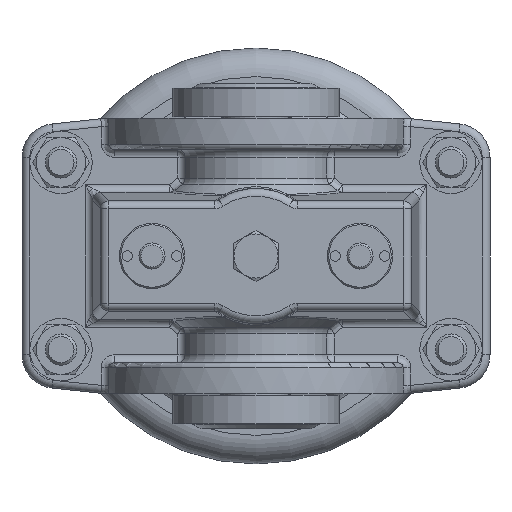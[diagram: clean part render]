
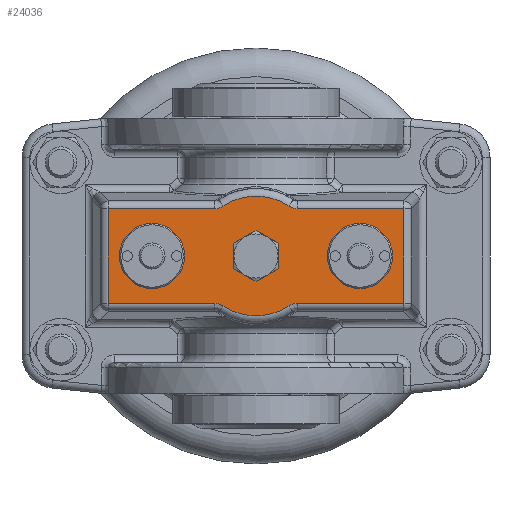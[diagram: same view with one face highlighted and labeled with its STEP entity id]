
A CAD part, front view. The second image highlights one B-rep face of the part: STEP entity #24036.
In plain terms, the highlighted planar face has unit normal (0, -1, 0).
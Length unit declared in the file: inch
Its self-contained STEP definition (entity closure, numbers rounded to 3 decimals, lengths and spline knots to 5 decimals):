
#23075=CARTESIAN_POINT('',(2.2383,-2.75591,-0.71535));
#23076=VERTEX_POINT('',#23075);
#23085=CARTESIAN_POINT('',(2.2383,-2.75591,0.71535));
#23086=VERTEX_POINT('',#23085);
#23094=CARTESIAN_POINT('',(2.2383,-2.75591,0.71535));
#23095=DIRECTION('',(0.0,0.0,-1.0));
#23096=VECTOR('',#23095,1.4307);
#23097=LINE('',#23094,#23096);
#23098=EDGE_CURVE('',#23086,#23076,#23097,.T.);
#23144=CARTESIAN_POINT('',(0.63153,-2.75591,0.71535));
#23145=VERTEX_POINT('',#23144);
#23153=CARTESIAN_POINT('',(0.63153,-2.75591,0.71535));
#23154=DIRECTION('',(1.,0.,0.));
#23155=VECTOR('',#23154,1.60677);
#23156=LINE('',#23153,#23155);
#23157=EDGE_CURVE('',#23145,#23086,#23156,.T.);
#23168=CARTESIAN_POINT('',(0.63153,-2.75591,-0.71535));
#23169=VERTEX_POINT('',#23168);
#23170=CARTESIAN_POINT('',(2.2383,-2.75591,-0.71535));
#23171=DIRECTION('',(-1.,0.,0.));
#23172=VECTOR('',#23171,1.60677);
#23173=LINE('',#23170,#23172);
#23174=EDGE_CURVE('',#23076,#23169,#23173,.T.);
#23233=CARTESIAN_POINT('',(0.49991,-2.75591,-0.75501));
#23234=VERTEX_POINT('',#23233);
#23235=CARTESIAN_POINT('',(0.63153,-2.75591,-0.71535));
#23236=CARTESIAN_POINT('',(0.62391,-2.75591,-0.71535));
#23237=CARTESIAN_POINT('',(0.60866,-2.75591,-0.71608));
#23238=CARTESIAN_POINT('',(0.58553,-2.75591,-0.71945));
#23239=CARTESIAN_POINT('',(0.56272,-2.75591,-0.72511));
#23240=CARTESIAN_POINT('',(0.54056,-2.75591,-0.733));
#23241=CARTESIAN_POINT('',(0.5194,-2.75591,-0.74298));
#23242=CARTESIAN_POINT('',(0.50627,-2.75591,-0.7508));
#23243=CARTESIAN_POINT('',(0.49991,-2.75591,-0.75501));
#23244=B_SPLINE_CURVE_WITH_KNOTS('',3,(#23235,#23236,#23237,#23238,#23239,#23240,#23241,#23242,#23243),.UNSPECIFIED.,.F.,.U.,(4,1,1,1,1,1,4),(0.0,0.16667,0.33333,0.5,0.66667,0.83333,1.0),.UNSPECIFIED.);
#23245=EDGE_CURVE('',#23169,#23234,#23244,.T.);
#23612=CARTESIAN_POINT('',(0.49991,-2.75591,0.75501));
#23613=VERTEX_POINT('',#23612);
#23621=CARTESIAN_POINT('',(0.49991,-2.75591,0.75501));
#23622=CARTESIAN_POINT('',(0.50627,-2.75591,0.7508));
#23623=CARTESIAN_POINT('',(0.5194,-2.75591,0.74298));
#23624=CARTESIAN_POINT('',(0.54056,-2.75591,0.733));
#23625=CARTESIAN_POINT('',(0.56272,-2.75591,0.72511));
#23626=CARTESIAN_POINT('',(0.58553,-2.75591,0.71945));
#23627=CARTESIAN_POINT('',(0.60866,-2.75591,0.71608));
#23628=CARTESIAN_POINT('',(0.62391,-2.75591,0.71535));
#23629=CARTESIAN_POINT('',(0.63153,-2.75591,0.71535));
#23630=B_SPLINE_CURVE_WITH_KNOTS('',3,(#23621,#23622,#23623,#23624,#23625,#23626,#23627,#23628,#23629),.UNSPECIFIED.,.F.,.U.,(4,1,1,1,1,1,4),(0.0,0.16667,0.33333,0.5,0.66667,0.83333,1.0),.UNSPECIFIED.);
#23631=EDGE_CURVE('',#23613,#23145,#23630,.T.);
#23644=CARTESIAN_POINT('',(-0.49991,-2.75591,-0.75501));
#23645=VERTEX_POINT('',#23644);
#23646=CARTESIAN_POINT('',(0.0,-2.75591,0.0));
#23647=DIRECTION('',(0.0,1.0,0.0));
#23648=DIRECTION('',(0.552,0.0,-0.834));
#23649=AXIS2_PLACEMENT_3D('',#23646,#23647,#23648);
#23650=CIRCLE('',#23649,0.90551);
#23651=EDGE_CURVE('',#23234,#23645,#23650,.T.);
#23709=CARTESIAN_POINT('',(-0.63153,-2.75591,-0.71535));
#23710=VERTEX_POINT('',#23709);
#23711=CARTESIAN_POINT('',(-0.49991,-2.75591,-0.75501));
#23712=CARTESIAN_POINT('',(-0.50627,-2.75591,-0.7508));
#23713=CARTESIAN_POINT('',(-0.5194,-2.75591,-0.74298));
#23714=CARTESIAN_POINT('',(-0.54056,-2.75591,-0.733));
#23715=CARTESIAN_POINT('',(-0.56271,-2.75591,-0.72511));
#23716=CARTESIAN_POINT('',(-0.58553,-2.75591,-0.71945));
#23717=CARTESIAN_POINT('',(-0.60866,-2.75591,-0.71608));
#23718=CARTESIAN_POINT('',(-0.62391,-2.75591,-0.71535));
#23719=CARTESIAN_POINT('',(-0.63153,-2.75591,-0.71535));
#23720=B_SPLINE_CURVE_WITH_KNOTS('',3,(#23711,#23712,#23713,#23714,#23715,#23716,#23717,#23718,#23719),.UNSPECIFIED.,.F.,.U.,(4,1,1,1,1,1,4),(0.0,0.16667,0.33333,0.5,0.66667,0.83333,1.0),.UNSPECIFIED.);
#23721=EDGE_CURVE('',#23645,#23710,#23720,.T.);
#23738=CARTESIAN_POINT('',(-2.2383,-2.75591,-0.71535));
#23739=VERTEX_POINT('',#23738);
#23749=CARTESIAN_POINT('',(-0.63153,-2.75591,-0.71535));
#23750=DIRECTION('',(-1.,0.,0.));
#23751=VECTOR('',#23750,1.60677);
#23752=LINE('',#23749,#23751);
#23753=EDGE_CURVE('',#23710,#23739,#23752,.T.);
#23781=CARTESIAN_POINT('',(-2.2383,-2.75591,0.71535));
#23782=VERTEX_POINT('',#23781);
#23783=CARTESIAN_POINT('',(-2.2383,-2.75591,-0.71535));
#23784=DIRECTION('',(0.0,0.0,1.0));
#23785=VECTOR('',#23784,1.4307);
#23786=LINE('',#23783,#23785);
#23787=EDGE_CURVE('',#23739,#23782,#23786,.T.);
#23823=CARTESIAN_POINT('',(-0.63153,-2.75591,0.71535));
#23824=VERTEX_POINT('',#23823);
#23825=CARTESIAN_POINT('',(-2.2383,-2.75591,0.71535));
#23826=DIRECTION('',(1.,0.,0.));
#23827=VECTOR('',#23826,1.60677);
#23828=LINE('',#23825,#23827);
#23829=EDGE_CURVE('',#23782,#23824,#23828,.T.);
#23954=CARTESIAN_POINT('',(-0.49991,-2.75591,0.75501));
#23955=VERTEX_POINT('',#23954);
#23956=CARTESIAN_POINT('',(-0.63153,-2.75591,0.71535));
#23957=CARTESIAN_POINT('',(-0.62391,-2.75591,0.71535));
#23958=CARTESIAN_POINT('',(-0.60866,-2.75591,0.71608));
#23959=CARTESIAN_POINT('',(-0.58553,-2.75591,0.71945));
#23960=CARTESIAN_POINT('',(-0.56271,-2.75591,0.72511));
#23961=CARTESIAN_POINT('',(-0.54056,-2.75591,0.733));
#23962=CARTESIAN_POINT('',(-0.5194,-2.75591,0.74298));
#23963=CARTESIAN_POINT('',(-0.50627,-2.75591,0.7508));
#23964=CARTESIAN_POINT('',(-0.49991,-2.75591,0.75501));
#23965=B_SPLINE_CURVE_WITH_KNOTS('',3,(#23956,#23957,#23958,#23959,#23960,#23961,#23962,#23963,#23964),.UNSPECIFIED.,.F.,.U.,(4,1,1,1,1,1,4),(0.0,0.16667,0.33333,0.5,0.66667,0.83333,1.0),.UNSPECIFIED.);
#23966=EDGE_CURVE('',#23824,#23955,#23965,.T.);
#23978=CARTESIAN_POINT('',(0.0,-2.75591,0.0));
#23979=DIRECTION('',(0.0,-1.0,0.0));
#23980=DIRECTION('',(0.0,0.0,-1.0));
#23981=AXIS2_PLACEMENT_3D('',#23978,#23979,#23980);
#23982=PLANE('',#23981);
#23983=ORIENTED_EDGE('',*,*,#23787,.F.);
#23984=ORIENTED_EDGE('',*,*,#23753,.F.);
#23985=ORIENTED_EDGE('',*,*,#23721,.F.);
#23986=ORIENTED_EDGE('',*,*,#23651,.F.);
#23987=ORIENTED_EDGE('',*,*,#23245,.F.);
#23988=ORIENTED_EDGE('',*,*,#23174,.F.);
#23989=ORIENTED_EDGE('',*,*,#23098,.F.);
#23990=ORIENTED_EDGE('',*,*,#23157,.F.);
#23991=ORIENTED_EDGE('',*,*,#23631,.F.);
#23992=CARTESIAN_POINT('',(0.0,-2.75591,0.0));
#23993=DIRECTION('',(0.0,1.0,0.0));
#23994=DIRECTION('',(-0.552,0.0,0.834));
#23995=AXIS2_PLACEMENT_3D('',#23992,#23993,#23994);
#23996=CIRCLE('',#23995,0.90551);
#23997=EDGE_CURVE('',#23955,#23613,#23996,.T.);
#23998=ORIENTED_EDGE('',*,*,#23997,.F.);
#23999=ORIENTED_EDGE('',*,*,#23966,.F.);
#24000=ORIENTED_EDGE('',*,*,#23829,.F.);
#24001=EDGE_LOOP('',(#23983,#23984,#23985,#23986,#23987,#23988,#23989,#23990,#23991,#23998,#23999,#24000));
#24002=FACE_OUTER_BOUND('',#24001,.T.);
#24003=CARTESIAN_POINT('',(-1.98819,-2.75591,0.0));
#24004=VERTEX_POINT('',#24003);
#24005=CARTESIAN_POINT('',(-1.5748,-2.75591,0.0));
#24006=DIRECTION('',(0.0,-1.0,0.0));
#24007=DIRECTION('',(1.0,0.0,0.0));
#24008=AXIS2_PLACEMENT_3D('',#24005,#24006,#24007);
#24009=CIRCLE('',#24008,0.41339);
#24010=EDGE_CURVE('',#24004,#24004,#24009,.T.);
#24011=ORIENTED_EDGE('',*,*,#24010,.F.);
#24012=EDGE_LOOP('',(#24011));
#24013=FACE_BOUND('',#24012,.T.);
#24014=CARTESIAN_POINT('',(1.16142,-2.75591,0.0));
#24015=VERTEX_POINT('',#24014);
#24016=CARTESIAN_POINT('',(1.5748,-2.75591,0.0));
#24017=DIRECTION('',(0.0,-1.0,0.0));
#24018=DIRECTION('',(1.0,0.0,0.0));
#24019=AXIS2_PLACEMENT_3D('',#24016,#24017,#24018);
#24020=CIRCLE('',#24019,0.41339);
#24021=EDGE_CURVE('',#24015,#24015,#24020,.T.);
#24022=ORIENTED_EDGE('',*,*,#24021,.F.);
#24023=EDGE_LOOP('',(#24022));
#24024=FACE_BOUND('',#24023,.T.);
#24025=CARTESIAN_POINT('',(-0.16732,-2.75591,0.0));
#24026=VERTEX_POINT('',#24025);
#24027=CARTESIAN_POINT('',(0.0,-2.75591,0.0));
#24028=DIRECTION('',(0.0,-1.0,0.0));
#24029=DIRECTION('',(1.0,0.0,0.0));
#24030=AXIS2_PLACEMENT_3D('',#24027,#24028,#24029);
#24031=CIRCLE('',#24030,0.16732);
#24032=EDGE_CURVE('',#24026,#24026,#24031,.T.);
#24033=ORIENTED_EDGE('',*,*,#24032,.F.);
#24034=EDGE_LOOP('',(#24033));
#24035=FACE_BOUND('',#24034,.T.);
#24036=ADVANCED_FACE('',(#24002,#24013,#24024,#24035),#23982,.T.);
